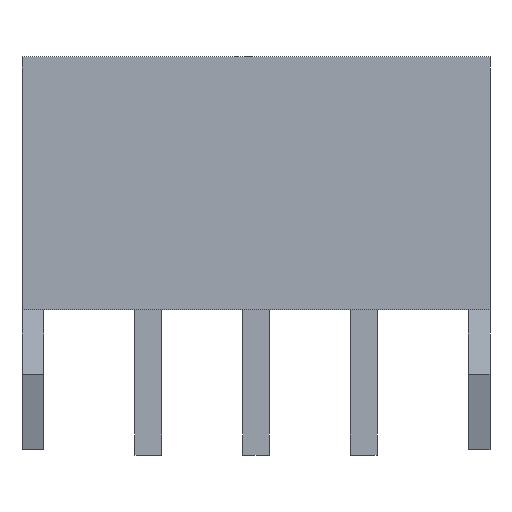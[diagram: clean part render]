
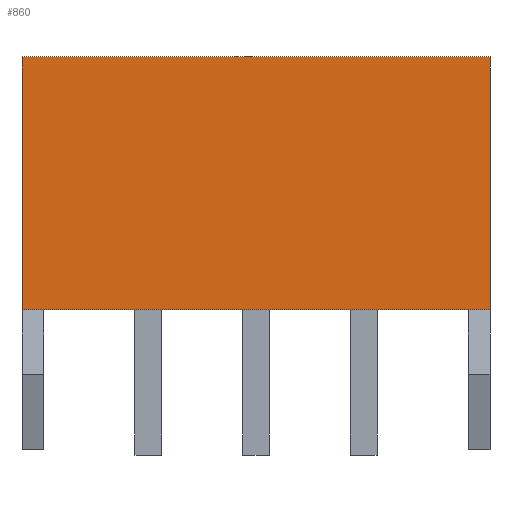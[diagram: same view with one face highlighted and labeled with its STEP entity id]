
A CAD part, front view. The second image highlights one B-rep face of the part: STEP entity #860.
In plain terms, the highlighted planar face has unit normal (0, -1, 0).
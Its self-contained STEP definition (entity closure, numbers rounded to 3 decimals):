
#70=FACE_OUTER_BOUND('',#119,.T.);
#119=EDGE_LOOP('',(#755,#756,#757,#758));
#182=LINE('',#1256,#297);
#233=LINE('',#1358,#348);
#234=LINE('',#1361,#349);
#235=LINE('',#1362,#350);
#297=VECTOR('',#1028,10.);
#348=VECTOR('',#1119,10.);
#349=VECTOR('',#1122,10.);
#350=VECTOR('',#1123,10.);
#394=VERTEX_POINT('',#1253);
#395=VERTEX_POINT('',#1255);
#426=VERTEX_POINT('',#1356);
#427=VERTEX_POINT('',#1360);
#488=EDGE_CURVE('',#395,#394,#182,.T.);
#539=EDGE_CURVE('',#394,#426,#233,.T.);
#540=EDGE_CURVE('',#427,#426,#234,.T.);
#541=EDGE_CURVE('',#395,#427,#235,.T.);
#755=ORIENTED_EDGE('',*,*,#488,.T.);
#756=ORIENTED_EDGE('',*,*,#539,.T.);
#757=ORIENTED_EDGE('',*,*,#540,.F.);
#758=ORIENTED_EDGE('',*,*,#541,.F.);
#815=PLANE('',#919);
#860=ADVANCED_FACE('',(#70),#815,.T.);
#919=AXIS2_PLACEMENT_3D('',#1359,#1120,#1121);
#1028=DIRECTION('',(1.,0.,0.));
#1119=DIRECTION('',(0.,0.,1.));
#1120=DIRECTION('center_axis',(0.,-1.,0.));
#1121=DIRECTION('ref_axis',(1.,0.,0.));
#1122=DIRECTION('',(1.,0.,0.));
#1123=DIRECTION('',(0.,0.,1.));
#1253=CARTESIAN_POINT('',(4.35,-2.2,0.));
#1255=CARTESIAN_POINT('',(-4.35,-2.2,0.));
#1256=CARTESIAN_POINT('',(-4.35,-2.2,0.));
#1356=CARTESIAN_POINT('',(4.35,-2.2,4.7));
#1358=CARTESIAN_POINT('',(4.35,-2.2,0.));
#1359=CARTESIAN_POINT('Origin',(-4.35,-2.2,0.));
#1360=CARTESIAN_POINT('',(-4.35,-2.2,4.7));
#1361=CARTESIAN_POINT('',(-4.35,-2.2,4.7));
#1362=CARTESIAN_POINT('',(-4.35,-2.2,0.));
